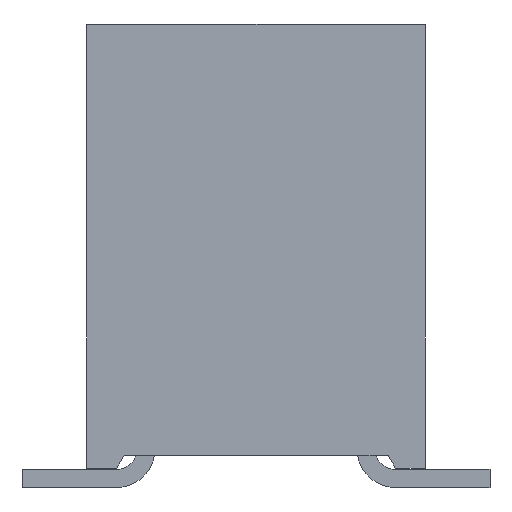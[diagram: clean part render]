
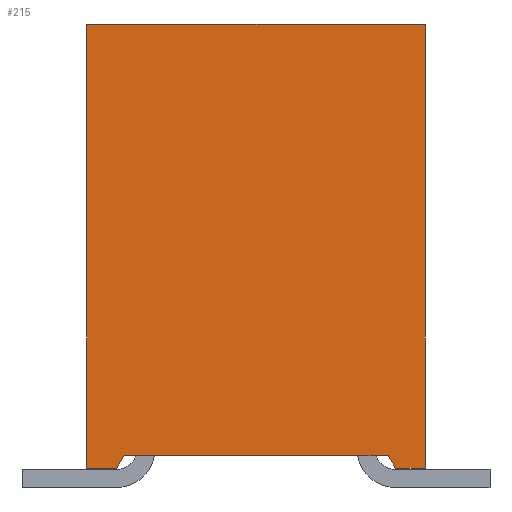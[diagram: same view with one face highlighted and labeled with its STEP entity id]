
A CAD part, left-side view. The second image highlights one B-rep face of the part: STEP entity #215.
In plain terms, the highlighted free-form (B-spline) face has degree [1, 1] with [2, 2] control points.
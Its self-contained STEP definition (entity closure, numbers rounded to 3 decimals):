
#80=CARTESIAN_POINT('',(-9.58,-1.371,0.19));
#81=VERTEX_POINT('',#80);
#88=CARTESIAN_POINT('',(-9.58,-1.297,0.317));
#89=VERTEX_POINT('',#88);
#90=CARTESIAN_POINT('',(-9.58,-1.297,0.317));
#91=DIRECTION('',(0.0,-0.5,-0.866));
#92=VECTOR('',#91,0.147);
#93=LINE('',#90,#92);
#94=EDGE_CURVE('',#89,#81,#93,.T.);
#119=CARTESIAN_POINT('',(-9.58,1.295,0.317));
#120=VERTEX_POINT('',#119);
#121=CARTESIAN_POINT('',(-9.58,1.295,0.317));
#122=DIRECTION('',(0.0,-1.0,0.0));
#123=VECTOR('',#122,2.592);
#124=LINE('',#121,#123);
#125=EDGE_CURVE('',#120,#89,#124,.T.);
#150=CARTESIAN_POINT('',(-9.58,1.368,0.19));
#151=VERTEX_POINT('',#150);
#152=CARTESIAN_POINT('',(-9.58,1.368,0.19));
#153=DIRECTION('',(0.0,-0.5,0.866));
#154=VECTOR('',#153,0.147);
#155=LINE('',#152,#154);
#156=EDGE_CURVE('',#151,#120,#155,.T.);
#167=CARTESIAN_POINT('',(-9.58,-1.665,4.55));
#168=CARTESIAN_POINT('',(-9.58,-1.665,0.19));
#169=CARTESIAN_POINT('',(-9.58,1.665,4.55));
#170=CARTESIAN_POINT('',(-9.58,1.665,0.19));
#171=B_SPLINE_SURFACE_WITH_KNOTS('',1,1,((#167,#169),(#168,#170)),.UNSPECIFIED.,.F.,.F.,.U.,(2,2),(2,2),(0.0,4.36),(0.0,3.33),.UNSPECIFIED.);
#172=ORIENTED_EDGE('',*,*,#156,.T.);
#173=ORIENTED_EDGE('',*,*,#125,.T.);
#174=ORIENTED_EDGE('',*,*,#94,.T.);
#175=CARTESIAN_POINT('',(-9.58,-1.665,0.19));
#176=VERTEX_POINT('',#175);
#177=CARTESIAN_POINT('',(-9.58,-1.371,0.19));
#178=DIRECTION('',(0.0,-1.0,0.0));
#179=VECTOR('',#178,0.294);
#180=LINE('',#177,#179);
#181=EDGE_CURVE('',#81,#176,#180,.T.);
#182=ORIENTED_EDGE('',*,*,#181,.T.);
#183=CARTESIAN_POINT('',(-9.58,-1.665,4.55));
#184=VERTEX_POINT('',#183);
#185=CARTESIAN_POINT('',(-9.58,-1.665,4.55));
#186=DIRECTION('',(0.0,0.0,-1.0));
#187=VECTOR('',#186,4.36);
#188=LINE('',#185,#187);
#189=EDGE_CURVE('',#184,#176,#188,.T.);
#190=ORIENTED_EDGE('',*,*,#189,.F.);
#191=CARTESIAN_POINT('',(-9.58,1.665,4.55));
#192=VERTEX_POINT('',#191);
#193=CARTESIAN_POINT('',(-9.58,-1.665,4.55));
#194=DIRECTION('',(0.0,1.0,0.0));
#195=VECTOR('',#194,3.33);
#196=LINE('',#193,#195);
#197=EDGE_CURVE('',#184,#192,#196,.T.);
#198=ORIENTED_EDGE('',*,*,#197,.T.);
#199=CARTESIAN_POINT('',(-9.58,1.665,0.19));
#200=VERTEX_POINT('',#199);
#201=CARTESIAN_POINT('',(-9.58,1.665,4.55));
#202=DIRECTION('',(0.0,0.0,-1.0));
#203=VECTOR('',#202,4.36);
#204=LINE('',#201,#203);
#205=EDGE_CURVE('',#192,#200,#204,.T.);
#206=ORIENTED_EDGE('',*,*,#205,.T.);
#207=CARTESIAN_POINT('',(-9.58,1.665,0.19));
#208=DIRECTION('',(0.0,-1.0,0.0));
#209=VECTOR('',#208,0.297);
#210=LINE('',#207,#209);
#211=EDGE_CURVE('',#200,#151,#210,.T.);
#212=ORIENTED_EDGE('',*,*,#211,.T.);
#213=EDGE_LOOP('',(#172,#173,#174,#182,#190,#198,#206,#212));
#214=FACE_OUTER_BOUND('',#213,.T.);
#215=ADVANCED_FACE('',(#214),#171,.F.);
